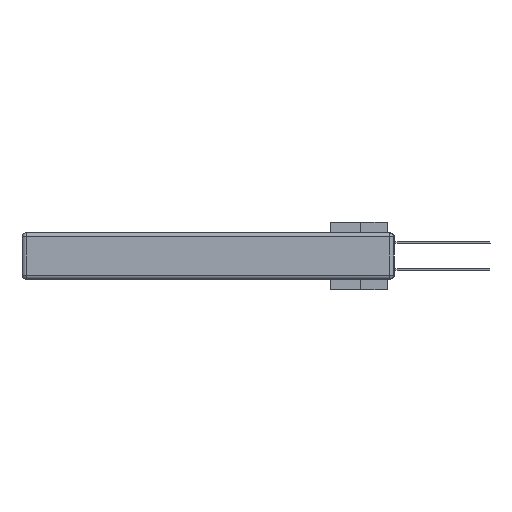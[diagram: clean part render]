
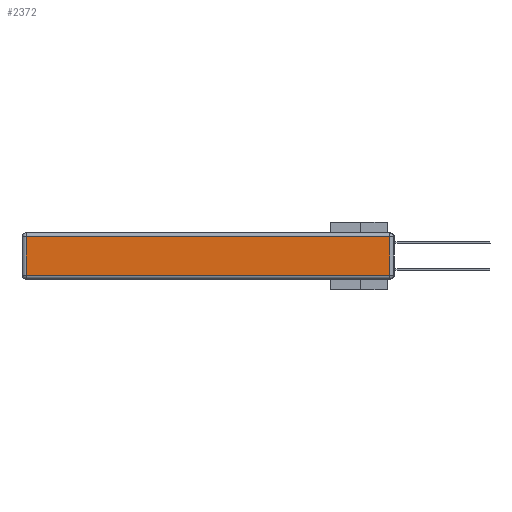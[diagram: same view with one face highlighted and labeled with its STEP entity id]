
A CAD part, left-side view. The second image highlights one B-rep face of the part: STEP entity #2372.
In plain terms, the highlighted planar face has unit normal (-1, 0, 0).
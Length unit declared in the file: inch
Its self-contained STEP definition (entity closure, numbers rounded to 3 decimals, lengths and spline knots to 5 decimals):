
#841 = VECTOR ( 'NONE', #17886, 39.37008 ) ;
#1999 = ORIENTED_EDGE ( 'NONE', *, *, #22393, .T. ) ;
#2131 = CARTESIAN_POINT ( 'NONE',  ( 0., 2.72, -0.313 ) ) ;
#2245 = EDGE_CURVE ( 'NONE', #22942, #15370, #6760, .T. ) ;
#2372 = ADVANCED_FACE ( 'NONE', ( #21594 ), #29246, .T. ) ;
#2664 = DIRECTION ( 'NONE',  ( -1., 0., 0. ) ) ;
#3150 = LINE ( 'NONE', #3296, #15268 ) ;
#3253 = VECTOR ( 'NONE', #22608, 39.37008 ) ;
#3296 = CARTESIAN_POINT ( 'NONE',  ( 0., 0., -0.313 ) ) ;
#4227 = EDGE_LOOP ( 'NONE', ( #1999, #27557, #5763, #22383 ) ) ;
#4946 = EDGE_CURVE ( 'NONE', #13157, #22942, #29490, .T. ) ;
#5763 = ORIENTED_EDGE ( 'NONE', *, *, #4946, .T. ) ;
#6760 = LINE ( 'NONE', #25992, #15055 ) ;
#10763 = CARTESIAN_POINT ( 'NONE',  ( 0., 2.72, -0.03 ) ) ;
#11822 = VERTEX_POINT ( 'NONE', #29498 ) ;
#13157 = VERTEX_POINT ( 'NONE', #20575 ) ;
#14704 = DIRECTION ( 'NONE',  ( 0., 0., 1. ) ) ;
#15055 = VECTOR ( 'NONE', #16275, 39.37008 ) ;
#15114 = AXIS2_PLACEMENT_3D ( 'NONE', #28939, #2664, #14704 ) ;
#15236 = CARTESIAN_POINT ( 'NONE',  ( 0., 2.75, -0.03 ) ) ;
#15268 = VECTOR ( 'NONE', #15322, 39.37008 ) ;
#15322 = DIRECTION ( 'NONE',  ( 0., -1., 0. ) ) ;
#15370 = VERTEX_POINT ( 'NONE', #2131 ) ;
#16275 = DIRECTION ( 'NONE',  ( 0., 0., -1. ) ) ;
#17886 = DIRECTION ( 'NONE',  ( 0., 1., 0. ) ) ;
#20101 = LINE ( 'NONE', #24966, #3253 ) ;
#20575 = CARTESIAN_POINT ( 'NONE',  ( 0., 0.03, -0.03 ) ) ;
#21594 = FACE_OUTER_BOUND ( 'NONE', #4227, .T. ) ;
#21595 = EDGE_CURVE ( 'NONE', #11822, #13157, #20101, .T. ) ;
#22383 = ORIENTED_EDGE ( 'NONE', *, *, #2245, .T. ) ;
#22393 = EDGE_CURVE ( 'NONE', #15370, #11822, #3150, .T. ) ;
#22608 = DIRECTION ( 'NONE',  ( 0., 0., 1. ) ) ;
#22942 = VERTEX_POINT ( 'NONE', #10763 ) ;
#24966 = CARTESIAN_POINT ( 'NONE',  ( 0., 0.03, -0.343 ) ) ;
#25992 = CARTESIAN_POINT ( 'NONE',  ( 0., 2.72, -0.343 ) ) ;
#27557 = ORIENTED_EDGE ( 'NONE', *, *, #21595, .T. ) ;
#28939 = CARTESIAN_POINT ( 'NONE',  ( 0., 0., -0.343 ) ) ;
#29246 = PLANE ( 'NONE',  #15114 ) ;
#29490 = LINE ( 'NONE', #15236, #841 ) ;
#29498 = CARTESIAN_POINT ( 'NONE',  ( 0., 0.03, -0.313 ) ) ;
